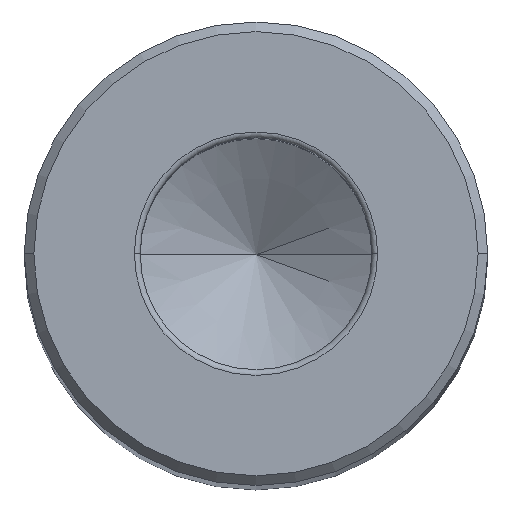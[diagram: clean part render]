
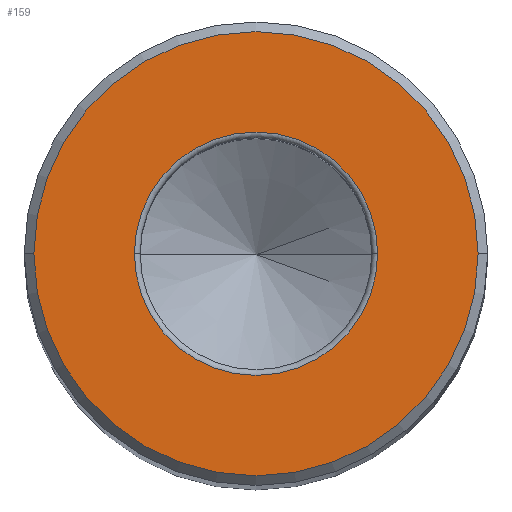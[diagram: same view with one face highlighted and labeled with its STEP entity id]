
A CAD part, top view. The second image highlights one B-rep face of the part: STEP entity #159.
In plain terms, the highlighted planar face has unit normal (0, 0, 1).
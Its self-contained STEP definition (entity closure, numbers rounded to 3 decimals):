
#16 = DIRECTION ( 'NONE',  ( 0., 0., 1. ) ) ;
#19 = DIRECTION ( 'NONE',  ( 1., 0., 0. ) ) ;
#24 = CIRCLE ( 'NONE', #241, 11.5 ) ;
#41 = VERTEX_POINT ( 'NONE', #531 ) ;
#52 = CARTESIAN_POINT ( 'NONE',  ( 0., 0., 0. ) ) ;
#60 = VERTEX_POINT ( 'NONE', #390 ) ;
#87 = AXIS2_PLACEMENT_3D ( 'NONE', #552, #476, #185 ) ;
#88 = CIRCLE ( 'NONE', #292, 11.5 ) ;
#107 = ORIENTED_EDGE ( 'NONE', *, *, #448, .T. ) ;
#115 = DIRECTION ( 'NONE',  ( 1., 0., 0. ) ) ;
#127 = CARTESIAN_POINT ( 'NONE',  ( -6.3, 0., 0. ) ) ;
#130 = EDGE_CURVE ( 'NONE', #60, #41, #24, .T. ) ;
#158 = CARTESIAN_POINT ( 'NONE',  ( 0., 0., 0. ) ) ;
#159 = ADVANCED_FACE ( 'NONE', ( #208, #605 ), #356, .T. ) ;
#172 = EDGE_LOOP ( 'NONE', ( #107, #371 ) ) ;
#185 = DIRECTION ( 'NONE',  ( 1., 0., 0. ) ) ;
#208 = FACE_BOUND ( 'NONE', #478, .T. ) ;
#216 = ORIENTED_EDGE ( 'NONE', *, *, #267, .T. ) ;
#241 = AXIS2_PLACEMENT_3D ( 'NONE', #158, #16, #353 ) ;
#267 = EDGE_CURVE ( 'NONE', #340, #524, #553, .T. ) ;
#269 = AXIS2_PLACEMENT_3D ( 'NONE', #442, #503, #19 ) ;
#292 = AXIS2_PLACEMENT_3D ( 'NONE', #452, #404, #441 ) ;
#340 = VERTEX_POINT ( 'NONE', #127 ) ;
#353 = DIRECTION ( 'NONE',  ( 1., 0., 0. ) ) ;
#356 = PLANE ( 'NONE',  #87 ) ;
#371 = ORIENTED_EDGE ( 'NONE', *, *, #130, .T. ) ;
#379 = CIRCLE ( 'NONE', #467, 6.3 ) ;
#390 = CARTESIAN_POINT ( 'NONE',  ( 11.5, 0., 0. ) ) ;
#404 = DIRECTION ( 'NONE',  ( 0., 0., 1. ) ) ;
#419 = ORIENTED_EDGE ( 'NONE', *, *, #624, .T. ) ;
#441 = DIRECTION ( 'NONE',  ( 1., 0., 0. ) ) ;
#442 = CARTESIAN_POINT ( 'NONE',  ( 0., 0., 0. ) ) ;
#448 = EDGE_CURVE ( 'NONE', #41, #60, #88, .T. ) ;
#452 = CARTESIAN_POINT ( 'NONE',  ( 0., 0., 0. ) ) ;
#467 = AXIS2_PLACEMENT_3D ( 'NONE', #52, #603, #115 ) ;
#476 = DIRECTION ( 'NONE',  ( 0., 0., 1. ) ) ;
#478 = EDGE_LOOP ( 'NONE', ( #419, #216 ) ) ;
#503 = DIRECTION ( 'NONE',  ( 0., 0., -1. ) ) ;
#524 = VERTEX_POINT ( 'NONE', #595 ) ;
#531 = CARTESIAN_POINT ( 'NONE',  ( -11.5, 0., 0. ) ) ;
#552 = CARTESIAN_POINT ( 'NONE',  ( 0., 0., 0. ) ) ;
#553 = CIRCLE ( 'NONE', #269, 6.3 ) ;
#595 = CARTESIAN_POINT ( 'NONE',  ( 6.3, 0., 0. ) ) ;
#603 = DIRECTION ( 'NONE',  ( 0., 0., -1. ) ) ;
#605 = FACE_OUTER_BOUND ( 'NONE', #172, .T. ) ;
#624 = EDGE_CURVE ( 'NONE', #524, #340, #379, .T. ) ;
